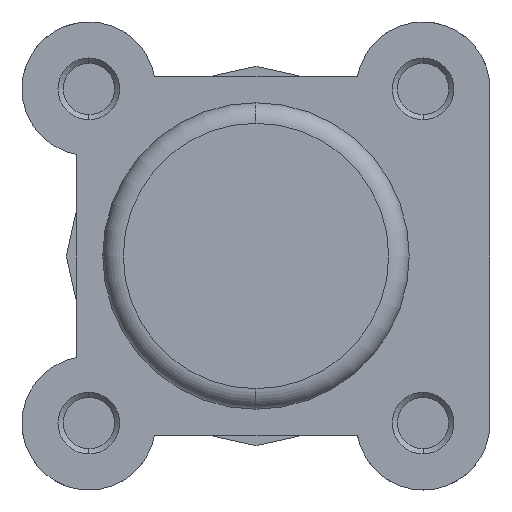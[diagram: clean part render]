
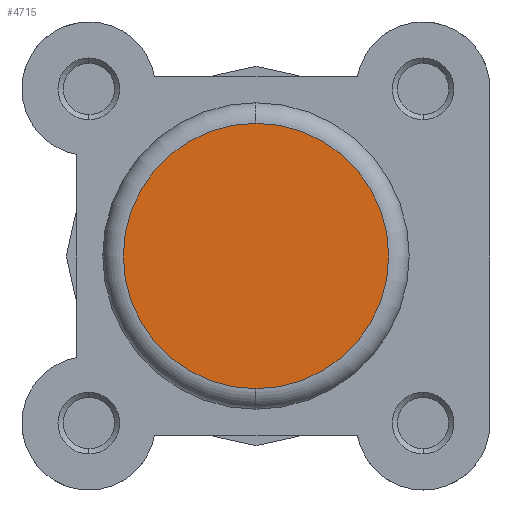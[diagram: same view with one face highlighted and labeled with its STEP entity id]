
A CAD part, left-side view. The second image highlights one B-rep face of the part: STEP entity #4715.
In plain terms, the highlighted planar face has unit normal (-1, 0, 0).
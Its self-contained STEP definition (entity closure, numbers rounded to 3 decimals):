
#156 = FACE_OUTER_BOUND ( 'NONE', #5777, .T. ) ;
#222 = VERTEX_POINT ( 'NONE', #564 ) ;
#223 = VERTEX_POINT ( 'NONE', #565 ) ;
#564 = CARTESIAN_POINT ( 'NONE',  ( 0., 0., -12.9 ) ) ;
#565 = CARTESIAN_POINT ( 'NONE',  ( 0., 0., 12.9 ) ) ;
#934 = CARTESIAN_POINT ( 'NONE',  ( 0., 0., 0. ) ) ;
#935 = PLANE ( 'NONE',  #5377 ) ;
#937 = DIRECTION ( 'NONE',  ( 1., 0., 0. ) ) ;
#938 = DIRECTION ( 'NONE',  ( 0., 0., -1. ) ) ;
#2546 = CIRCLE ( 'NONE', #5603, 12.9 ) ;
#2611 = CIRCLE ( 'NONE', #5631, 12.9 ) ;
#3097 = CARTESIAN_POINT ( 'NONE',  ( 0., 0., 0. ) ) ;
#3098 = DIRECTION ( 'NONE',  ( -1., 0., 0. ) ) ;
#3099 = DIRECTION ( 'NONE',  ( 0., 0., -1. ) ) ;
#3212 = CARTESIAN_POINT ( 'NONE',  ( 0., 0., 0. ) ) ;
#3214 = DIRECTION ( 'NONE',  ( -1., 0., 0. ) ) ;
#3215 = DIRECTION ( 'NONE',  ( 0., 0., -1. ) ) ;
#4170 = ORIENTED_EDGE ( 'NONE', *, *, #5084, .T. ) ;
#4171 = ORIENTED_EDGE ( 'NONE', *, *, #5136, .T. ) ;
#4715 = ADVANCED_FACE ( 'NONE', ( #156 ), #935, .F. ) ;
#5084 = EDGE_CURVE ( 'NONE', #223, #222, #2546, .T. ) ;
#5136 = EDGE_CURVE ( 'NONE', #222, #223, #2611, .T. ) ;
#5377 = AXIS2_PLACEMENT_3D ( 'NONE', #934, #937, #938 ) ;
#5603 = AXIS2_PLACEMENT_3D ( 'NONE', #3097, #3098, #3099 ) ;
#5631 = AXIS2_PLACEMENT_3D ( 'NONE', #3212, #3214, #3215 ) ;
#5777 = EDGE_LOOP ( 'NONE', ( #4171, #4170 ) ) ;
